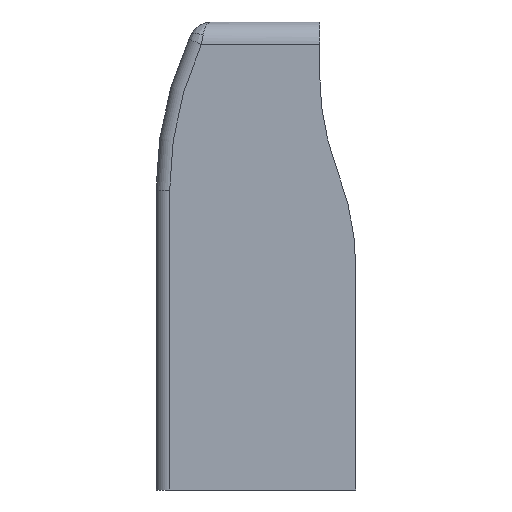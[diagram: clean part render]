
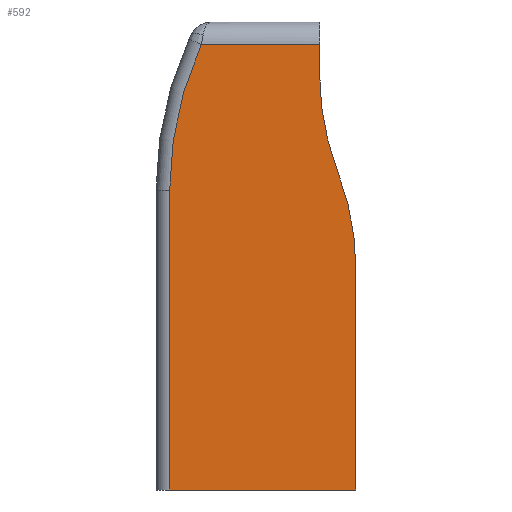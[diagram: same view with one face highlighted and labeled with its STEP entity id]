
A CAD part, left-side view. The second image highlights one B-rep face of the part: STEP entity #592.
In plain terms, the highlighted planar face has unit normal (-1, 0, 0).
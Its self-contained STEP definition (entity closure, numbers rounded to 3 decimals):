
#503=AXIS2_PLACEMENT_3D('Circle Axis2P3D',#501,#502,$) ;
#540=AXIS2_PLACEMENT_3D('Plane Axis2P3D',#537,#538,#539) ;
#565=AXIS2_PLACEMENT_3D('Circle Axis2P3D',#563,#564,$) ;
#572=AXIS2_PLACEMENT_3D('Circle Axis2P3D',#570,#571,$) ;
#224=CARTESIAN_POINT('Vertex',(-51.5,-4.982,49.)) ;
#411=CARTESIAN_POINT('Line Origine',(-51.5,-11.75,49.)) ;
#415=CARTESIAN_POINT('Vertex',(-51.5,-18.,49.)) ;
#498=CARTESIAN_POINT('Vertex',(-51.5,-1.5,33.)) ;
#501=CARTESIAN_POINT('Axis2P3D Location',(-51.5,-40.,33.)) ;
#537=CARTESIAN_POINT('Axis2P3D Location',(-51.5,0.,0.)) ;
#542=CARTESIAN_POINT('Line Origine',(-51.5,-1.5,16.5)) ;
#546=CARTESIAN_POINT('Vertex',(-51.5,-1.5,0.)) ;
#549=CARTESIAN_POINT('Line Origine',(-51.5,-11.75,0.)) ;
#553=CARTESIAN_POINT('Vertex',(-51.5,-22.,0.)) ;
#556=CARTESIAN_POINT('Line Origine',(-51.5,-22.,12.122)) ;
#560=CARTESIAN_POINT('Vertex',(-51.5,-22.,24.244)) ;
#563=CARTESIAN_POINT('Axis2P3D Location',(-51.5,8.,24.244)) ;
#567=CARTESIAN_POINT('Vertex',(-51.5,-20.,35.015)) ;
#570=CARTESIAN_POINT('Axis2P3D Location',(-51.5,-48.,45.785)) ;
#574=CARTESIAN_POINT('Vertex',(-51.5,-18.,45.785)) ;
#577=CARTESIAN_POINT('Line Origine',(-51.5,-18.,47.393)) ;
#412=DIRECTION('Vector Direction',(0.,-1.,0.)) ;
#502=DIRECTION('Axis2P3D Direction',(1.,-0.,0.)) ;
#538=DIRECTION('Axis2P3D Direction',(1.,0.,0.)) ;
#539=DIRECTION('Axis2P3D XDirection',(0.,1.,0.)) ;
#543=DIRECTION('Vector Direction',(0.,0.,1.)) ;
#550=DIRECTION('Vector Direction',(0.,-1.,0.)) ;
#557=DIRECTION('Vector Direction',(0.,0.,1.)) ;
#564=DIRECTION('Axis2P3D Direction',(1.,0.,0.)) ;
#571=DIRECTION('Axis2P3D Direction',(1.,0.,0.)) ;
#578=DIRECTION('Vector Direction',(0.,0.,-1.)) ;
#413=VECTOR('Line Direction',#412,1.) ;
#544=VECTOR('Line Direction',#543,1.) ;
#551=VECTOR('Line Direction',#550,1.) ;
#558=VECTOR('Line Direction',#557,1.) ;
#579=VECTOR('Line Direction',#578,1.) ;
#583=ORIENTED_EDGE('',*,*,#417,.T.) ;
#584=ORIENTED_EDGE('',*,*,#505,.F.) ;
#585=ORIENTED_EDGE('',*,*,#548,.F.) ;
#586=ORIENTED_EDGE('',*,*,#555,.F.) ;
#587=ORIENTED_EDGE('',*,*,#562,.F.) ;
#588=ORIENTED_EDGE('',*,*,#569,.F.) ;
#589=ORIENTED_EDGE('',*,*,#576,.F.) ;
#590=ORIENTED_EDGE('',*,*,#581,.F.) ;
#592=ADVANCED_FACE('Modele simplifie',(#591),#541,.F.) ;
#504=CIRCLE('generated circle',#503,38.5) ;
#566=CIRCLE('generated circle',#565,30.) ;
#573=CIRCLE('generated circle',#572,30.) ;
#417=EDGE_CURVE('',#416,#225,#414,.F.) ;
#505=EDGE_CURVE('',#499,#225,#504,.T.) ;
#548=EDGE_CURVE('',#547,#499,#545,.T.) ;
#555=EDGE_CURVE('',#554,#547,#552,.F.) ;
#562=EDGE_CURVE('',#561,#554,#559,.F.) ;
#569=EDGE_CURVE('',#568,#561,#566,.T.) ;
#576=EDGE_CURVE('',#575,#568,#573,.F.) ;
#581=EDGE_CURVE('',#416,#575,#580,.T.) ;
#582=EDGE_LOOP('',(#583,#584,#585,#586,#587,#588,#589,#590)) ;
#591=FACE_OUTER_BOUND('',#582,.T.) ;
#414=LINE('Line',#411,#413) ;
#545=LINE('Line',#542,#544) ;
#552=LINE('Line',#549,#551) ;
#559=LINE('Line',#556,#558) ;
#580=LINE('Line',#577,#579) ;
#541=PLANE('',#540) ;
#225=VERTEX_POINT('',#224) ;
#416=VERTEX_POINT('',#415) ;
#499=VERTEX_POINT('',#498) ;
#547=VERTEX_POINT('',#546) ;
#554=VERTEX_POINT('',#553) ;
#561=VERTEX_POINT('',#560) ;
#568=VERTEX_POINT('',#567) ;
#575=VERTEX_POINT('',#574) ;
